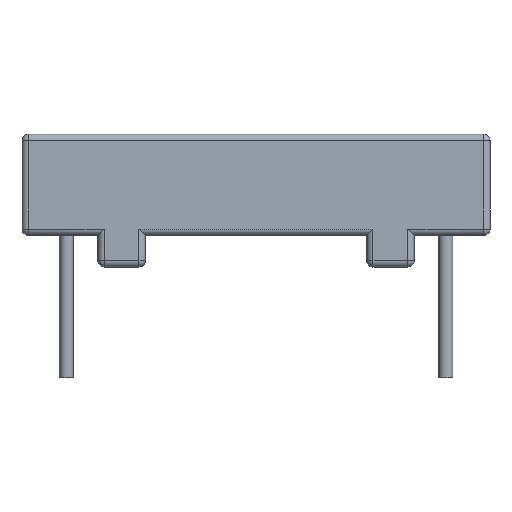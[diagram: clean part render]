
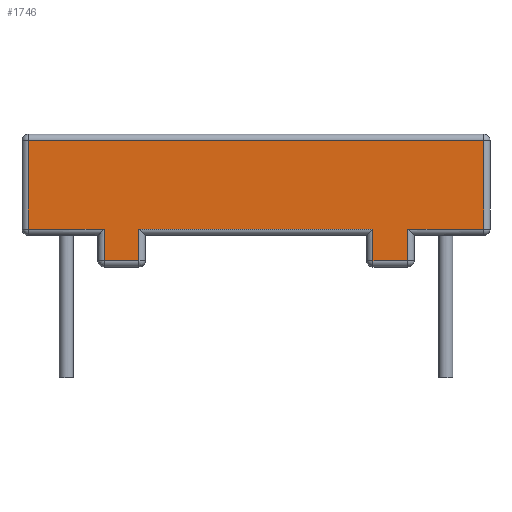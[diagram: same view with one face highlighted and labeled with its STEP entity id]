
A CAD part, front view. The second image highlights one B-rep face of the part: STEP entity #1746.
In plain terms, the highlighted planar face has unit normal (0, -1, 0).
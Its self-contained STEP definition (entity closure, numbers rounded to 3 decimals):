
#1725=AXIS2_PLACEMENT_3D('Plane Axis2P3D',#1722,#1723,#1724) ;
#293=CARTESIAN_POINT('Vertex',(4.8,-1.6,-2.4)) ;
#446=CARTESIAN_POINT('Vertex',(7.2,-1.6,-1.4)) ;
#472=CARTESIAN_POINT('Line Origine',(0.,-1.6,-1.4)) ;
#476=CARTESIAN_POINT('Vertex',(4.8,-1.6,-1.4)) ;
#564=CARTESIAN_POINT('Line Origine',(4.8,-1.6,-0.5)) ;
#631=CARTESIAN_POINT('Vertex',(-7.2,-1.6,-1.4)) ;
#770=CARTESIAN_POINT('Vertex',(-3.7,-1.6,-2.4)) ;
#803=CARTESIAN_POINT('Line Origine',(0.,-1.6,-2.4)) ;
#807=CARTESIAN_POINT('Vertex',(-4.8,-1.6,-2.4)) ;
#876=CARTESIAN_POINT('Line Origine',(-4.8,-1.6,-0.5)) ;
#880=CARTESIAN_POINT('Vertex',(-4.8,-1.6,-1.4)) ;
#910=CARTESIAN_POINT('Line Origine',(0.,-1.6,-1.4)) ;
#960=CARTESIAN_POINT('Line Origine',(-3.7,-1.6,-0.5)) ;
#964=CARTESIAN_POINT('Vertex',(-3.7,-1.6,-1.4)) ;
#1001=CARTESIAN_POINT('Line Origine',(0.1,-1.6,-2.4)) ;
#1005=CARTESIAN_POINT('Vertex',(3.7,-1.6,-2.4)) ;
#1186=CARTESIAN_POINT('Line Origine',(3.7,-1.6,-0.4)) ;
#1190=CARTESIAN_POINT('Vertex',(3.7,-1.6,-1.4)) ;
#1278=CARTESIAN_POINT('Line Origine',(0.,-1.6,-1.4)) ;
#1541=CARTESIAN_POINT('Line Origine',(7.2,-1.6,-0.5)) ;
#1545=CARTESIAN_POINT('Vertex',(7.2,-1.6,1.4)) ;
#1641=CARTESIAN_POINT('Line Origine',(-7.2,-1.6,-0.5)) ;
#1645=CARTESIAN_POINT('Vertex',(-7.2,-1.6,1.4)) ;
#1722=CARTESIAN_POINT('Axis2P3D Location',(0.,-1.6,1.6)) ;
#1727=CARTESIAN_POINT('Line Origine',(0.,-1.6,1.4)) ;
#473=DIRECTION('Vector Direction',(1.,0.,0.)) ;
#565=DIRECTION('Vector Direction',(0.,0.,-1.)) ;
#804=DIRECTION('Vector Direction',(1.,0.,0.)) ;
#877=DIRECTION('Vector Direction',(0.,0.,-1.)) ;
#911=DIRECTION('Vector Direction',(-1.,0.,0.)) ;
#961=DIRECTION('Vector Direction',(0.,0.,1.)) ;
#1002=DIRECTION('Vector Direction',(1.,0.,0.)) ;
#1187=DIRECTION('Vector Direction',(0.,0.,1.)) ;
#1279=DIRECTION('Vector Direction',(1.,0.,0.)) ;
#1542=DIRECTION('Vector Direction',(0.,0.,1.)) ;
#1642=DIRECTION('Vector Direction',(0.,0.,1.)) ;
#1723=DIRECTION('Axis2P3D Direction',(0.,-1.,0.)) ;
#1724=DIRECTION('Axis2P3D XDirection',(0.,0.,-1.)) ;
#1728=DIRECTION('Vector Direction',(1.,0.,0.)) ;
#474=VECTOR('Line Direction',#473,1.) ;
#566=VECTOR('Line Direction',#565,1.) ;
#805=VECTOR('Line Direction',#804,1.) ;
#878=VECTOR('Line Direction',#877,1.) ;
#912=VECTOR('Line Direction',#911,1.) ;
#962=VECTOR('Line Direction',#961,1.) ;
#1003=VECTOR('Line Direction',#1002,1.) ;
#1188=VECTOR('Line Direction',#1187,1.) ;
#1280=VECTOR('Line Direction',#1279,1.) ;
#1543=VECTOR('Line Direction',#1542,1.) ;
#1643=VECTOR('Line Direction',#1642,1.) ;
#1729=VECTOR('Line Direction',#1728,1.) ;
#1733=ORIENTED_EDGE('',*,*,#1647,.T.) ;
#1734=ORIENTED_EDGE('',*,*,#914,.T.) ;
#1735=ORIENTED_EDGE('',*,*,#882,.F.) ;
#1736=ORIENTED_EDGE('',*,*,#809,.F.) ;
#1737=ORIENTED_EDGE('',*,*,#966,.T.) ;
#1738=ORIENTED_EDGE('',*,*,#1282,.T.) ;
#1739=ORIENTED_EDGE('',*,*,#1192,.F.) ;
#1740=ORIENTED_EDGE('',*,*,#1007,.T.) ;
#1741=ORIENTED_EDGE('',*,*,#568,.F.) ;
#1742=ORIENTED_EDGE('',*,*,#478,.F.) ;
#1743=ORIENTED_EDGE('',*,*,#1547,.F.) ;
#1744=ORIENTED_EDGE('',*,*,#1731,.F.) ;
#1746=ADVANCED_FACE('',(#1745),#1726,.T.) ;
#478=EDGE_CURVE('',#447,#477,#475,.F.) ;
#568=EDGE_CURVE('',#477,#294,#567,.T.) ;
#809=EDGE_CURVE('',#771,#808,#806,.F.) ;
#882=EDGE_CURVE('',#808,#881,#879,.F.) ;
#914=EDGE_CURVE('',#632,#881,#913,.F.) ;
#966=EDGE_CURVE('',#771,#965,#963,.T.) ;
#1007=EDGE_CURVE('',#1006,#294,#1004,.T.) ;
#1192=EDGE_CURVE('',#1006,#1191,#1189,.T.) ;
#1282=EDGE_CURVE('',#965,#1191,#1281,.T.) ;
#1547=EDGE_CURVE('',#1546,#447,#1544,.F.) ;
#1647=EDGE_CURVE('',#1646,#632,#1644,.F.) ;
#1731=EDGE_CURVE('',#1646,#1546,#1730,.T.) ;
#1732=EDGE_LOOP('',(#1733,#1734,#1735,#1736,#1737,#1738,#1739,#1740,#1741,#1742,#1743,#1744)) ;
#1745=FACE_OUTER_BOUND('',#1732,.T.) ;
#475=LINE('Line',#472,#474) ;
#567=LINE('Line',#564,#566) ;
#806=LINE('Line',#803,#805) ;
#879=LINE('Line',#876,#878) ;
#913=LINE('Line',#910,#912) ;
#963=LINE('Line',#960,#962) ;
#1004=LINE('Line',#1001,#1003) ;
#1189=LINE('Line',#1186,#1188) ;
#1281=LINE('Line',#1278,#1280) ;
#1544=LINE('Line',#1541,#1543) ;
#1644=LINE('Line',#1641,#1643) ;
#1730=LINE('Line',#1727,#1729) ;
#1726=PLANE('Plane',#1725) ;
#294=VERTEX_POINT('',#293) ;
#447=VERTEX_POINT('',#446) ;
#477=VERTEX_POINT('',#476) ;
#632=VERTEX_POINT('',#631) ;
#771=VERTEX_POINT('',#770) ;
#808=VERTEX_POINT('',#807) ;
#881=VERTEX_POINT('',#880) ;
#965=VERTEX_POINT('',#964) ;
#1006=VERTEX_POINT('',#1005) ;
#1191=VERTEX_POINT('',#1190) ;
#1546=VERTEX_POINT('',#1545) ;
#1646=VERTEX_POINT('',#1645) ;
